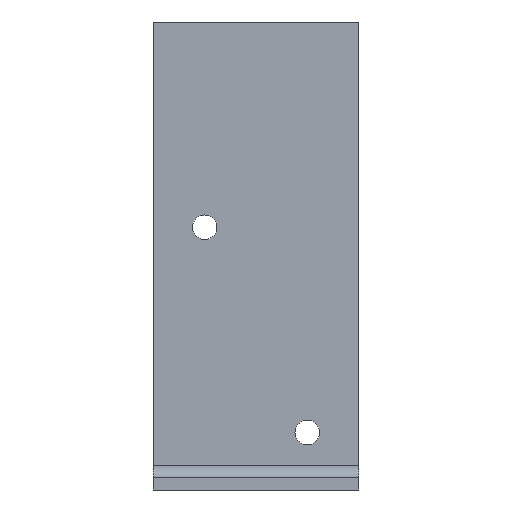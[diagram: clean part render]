
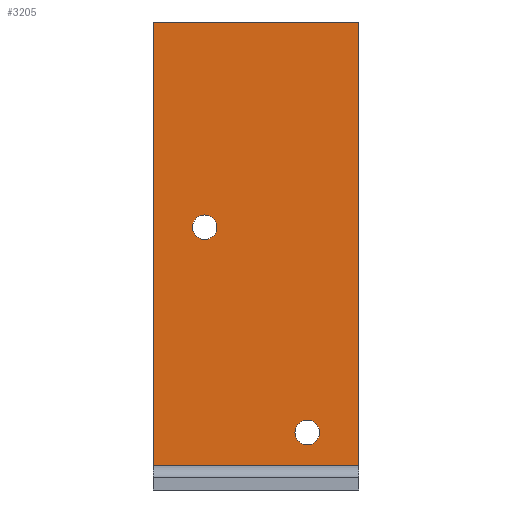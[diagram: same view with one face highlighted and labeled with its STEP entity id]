
A CAD part, front view. The second image highlights one B-rep face of the part: STEP entity #3205.
In plain terms, the highlighted planar face has unit normal (0, -1, 0).
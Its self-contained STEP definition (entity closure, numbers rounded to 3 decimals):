
#152 = EDGE_LOOP ( 'NONE', ( #1541, #704, #1065, #3447 ) ) ;
#177 = CARTESIAN_POINT ( 'NONE',  ( -25., -3., 0. ) ) ;
#270 = DIRECTION ( 'NONE',  ( 0., -1., 0. ) ) ;
#292 = VERTEX_POINT ( 'NONE', #3399 ) ;
#296 = CIRCLE ( 'NONE', #3950, 3. ) ;
#316 = CARTESIAN_POINT ( 'NONE',  ( 25., -3., 0. ) ) ;
#429 = DIRECTION ( 'NONE',  ( -1., 0., 0. ) ) ;
#548 = VECTOR ( 'NONE', #1398, 1000. ) ;
#574 = CARTESIAN_POINT ( 'NONE',  ( 12.5, -3., -100. ) ) ;
#613 = EDGE_LOOP ( 'NONE', ( #2769, #4059 ) ) ;
#634 = CARTESIAN_POINT ( 'NONE',  ( 25., -3., -114. ) ) ;
#704 = ORIENTED_EDGE ( 'NONE', *, *, #2822, .F. ) ;
#709 = DIRECTION ( 'NONE',  ( 0., 0., -1. ) ) ;
#907 = VERTEX_POINT ( 'NONE', #177 ) ;
#914 = CIRCLE ( 'NONE', #2308, 3. ) ;
#924 = CARTESIAN_POINT ( 'NONE',  ( -25., -3., -108. ) ) ;
#947 = EDGE_CURVE ( 'NONE', #1684, #907, #1754, .T. ) ;
#961 = LINE ( 'NONE', #4074, #2964 ) ;
#1065 = ORIENTED_EDGE ( 'NONE', *, *, #4047, .T. ) ;
#1169 = EDGE_LOOP ( 'NONE', ( #3218, #1710 ) ) ;
#1175 = VERTEX_POINT ( 'NONE', #3168 ) ;
#1276 = EDGE_CURVE ( 'NONE', #1564, #1175, #914, .T. ) ;
#1380 = CARTESIAN_POINT ( 'NONE',  ( 25., -3., -108. ) ) ;
#1398 = DIRECTION ( 'NONE',  ( 0., 0., 1. ) ) ;
#1541 = ORIENTED_EDGE ( 'NONE', *, *, #947, .F. ) ;
#1564 = VERTEX_POINT ( 'NONE', #1824 ) ;
#1591 = FACE_BOUND ( 'NONE', #1169, .T. ) ;
#1684 = VERTEX_POINT ( 'NONE', #924 ) ;
#1710 = ORIENTED_EDGE ( 'NONE', *, *, #1276, .F. ) ;
#1754 = LINE ( 'NONE', #2766, #3487 ) ;
#1762 = CARTESIAN_POINT ( 'NONE',  ( -12.5, -3., -50. ) ) ;
#1824 = CARTESIAN_POINT ( 'NONE',  ( -12.5, -3., -53. ) ) ;
#1830 = DIRECTION ( 'NONE',  ( 0., 0., 1. ) ) ;
#2029 = EDGE_CURVE ( 'NONE', #2435, #907, #961, .T. ) ;
#2071 = DIRECTION ( 'NONE',  ( 0., -1., 0. ) ) ;
#2231 = DIRECTION ( 'NONE',  ( 0., -1., 0. ) ) ;
#2284 = AXIS2_PLACEMENT_3D ( 'NONE', #634, #2071, #709 ) ;
#2299 = DIRECTION ( 'NONE',  ( 0., 0., -1. ) ) ;
#2308 = AXIS2_PLACEMENT_3D ( 'NONE', #3264, #270, #2299 ) ;
#2322 = EDGE_CURVE ( 'NONE', #3736, #292, #3432, .T. ) ;
#2329 = AXIS2_PLACEMENT_3D ( 'NONE', #2927, #2231, #2600 ) ;
#2365 = CARTESIAN_POINT ( 'NONE',  ( 25., -3., -114. ) ) ;
#2425 = CARTESIAN_POINT ( 'NONE',  ( 12.5, -3., -97. ) ) ;
#2435 = VERTEX_POINT ( 'NONE', #316 ) ;
#2448 = DIRECTION ( 'NONE',  ( -1., 0., 0. ) ) ;
#2576 = AXIS2_PLACEMENT_3D ( 'NONE', #574, #3521, #3543 ) ;
#2600 = DIRECTION ( 'NONE',  ( 0., 0., -1. ) ) ;
#2623 = VERTEX_POINT ( 'NONE', #3647 ) ;
#2671 = VECTOR ( 'NONE', #2448, 1000. ) ;
#2766 = CARTESIAN_POINT ( 'NONE',  ( -25., -3., -114. ) ) ;
#2769 = ORIENTED_EDGE ( 'NONE', *, *, #2322, .F. ) ;
#2822 = EDGE_CURVE ( 'NONE', #2623, #1684, #4037, .T. ) ;
#2927 = CARTESIAN_POINT ( 'NONE',  ( 12.5, -3., -100. ) ) ;
#2964 = VECTOR ( 'NONE', #429, 1000. ) ;
#3069 = LINE ( 'NONE', #2365, #548 ) ;
#3110 = FACE_OUTER_BOUND ( 'NONE', #152, .T. ) ;
#3168 = CARTESIAN_POINT ( 'NONE',  ( -12.5, -3., -47. ) ) ;
#3205 = ADVANCED_FACE ( 'NONE', ( #1591, #4088, #3110 ), #3928, .T. ) ;
#3218 = ORIENTED_EDGE ( 'NONE', *, *, #3577, .F. ) ;
#3264 = CARTESIAN_POINT ( 'NONE',  ( -12.5, -3., -50. ) ) ;
#3320 = CIRCLE ( 'NONE', #2576, 3. ) ;
#3399 = CARTESIAN_POINT ( 'NONE',  ( 12.5, -3., -103. ) ) ;
#3431 = DIRECTION ( 'NONE',  ( 0., 0., -1. ) ) ;
#3432 = CIRCLE ( 'NONE', #2329, 3. ) ;
#3447 = ORIENTED_EDGE ( 'NONE', *, *, #2029, .T. ) ;
#3487 = VECTOR ( 'NONE', #1830, 1000. ) ;
#3521 = DIRECTION ( 'NONE',  ( 0., -1., 0. ) ) ;
#3543 = DIRECTION ( 'NONE',  ( 0., 0., -1. ) ) ;
#3577 = EDGE_CURVE ( 'NONE', #1175, #1564, #296, .T. ) ;
#3647 = CARTESIAN_POINT ( 'NONE',  ( 25., -3., -108. ) ) ;
#3736 = VERTEX_POINT ( 'NONE', #2425 ) ;
#3845 = EDGE_CURVE ( 'NONE', #292, #3736, #3320, .T. ) ;
#3928 = PLANE ( 'NONE',  #2284 ) ;
#3950 = AXIS2_PLACEMENT_3D ( 'NONE', #1762, #4026, #3431 ) ;
#4026 = DIRECTION ( 'NONE',  ( 0., -1., 0. ) ) ;
#4037 = LINE ( 'NONE', #1380, #2671 ) ;
#4047 = EDGE_CURVE ( 'NONE', #2623, #2435, #3069, .T. ) ;
#4059 = ORIENTED_EDGE ( 'NONE', *, *, #3845, .F. ) ;
#4074 = CARTESIAN_POINT ( 'NONE',  ( 25., -3., 0. ) ) ;
#4088 = FACE_BOUND ( 'NONE', #613, .T. ) ;
